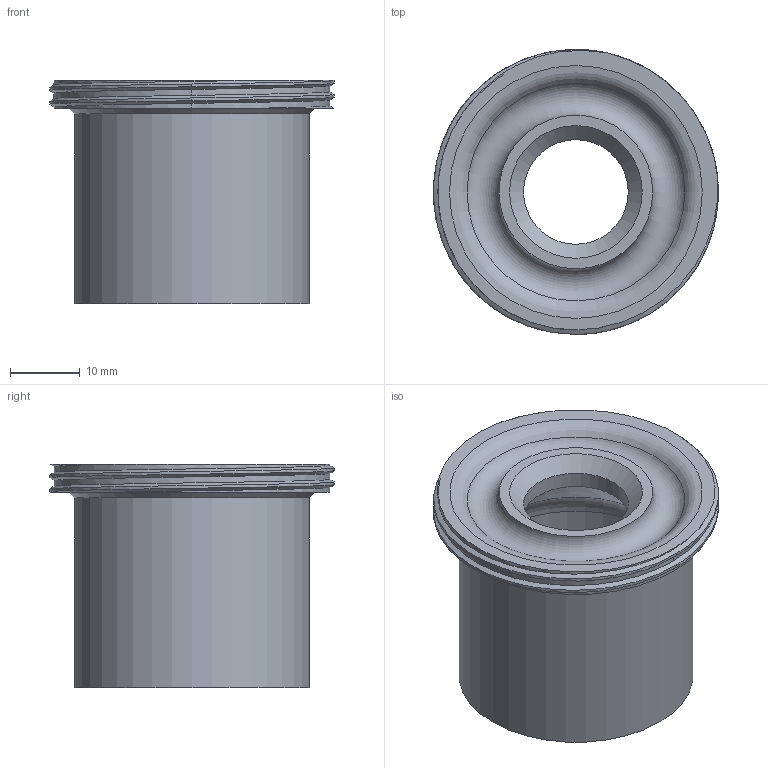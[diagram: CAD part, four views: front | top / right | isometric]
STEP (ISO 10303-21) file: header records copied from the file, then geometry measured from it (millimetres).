
FILE_DESCRIPTION(/* description */ (''),/* implementation_level */ '2;1');
FILE_NAME(/* name */ 'base_gen2.step',/* time_stamp */ '2020-04-01T09:45:43+02:00',/* author */ (''),/* organization */ (''),/* preprocessor_version */ 'ST-DEVELOPER v18',/* originating_system */ 'Autodesk Translation Framework v8.12.0.6',/* authorisation */ '');
FILE_SCHEMA (('AUTOMOTIVE_DESIGN { 1 0 10303 214 3 1 1 }'));
Length unit declared in the file: millimetre
Products named in the file (1): base_screw
Bounding box: 40.78 x 40.82 x 32 mm (x, y, z)
Volume: 10043.5 mm3; surface area: 8164.6 mm2
Topology: 1 solids, 1 shells, 23 faces, 60 edges, 41 vertices
Faces by surface type: cylinder 10, plane 4, cone 4, torus 3, bspline 2
Full cylindrical faces by diameter (mm): 15 x1, 30.4 x1, 33.6 x1, 39.529 x2, 40.822 x1
Entity records: 1522 total; most frequent: CARTESIAN_POINT 918, ORIENTED_EDGE 120, DIRECTION 120, EDGE_CURVE 60, AXIS2_PLACEMENT_3D 54, VERTEX_POINT 41, CIRCLE 32, EDGE_LOOP 27
